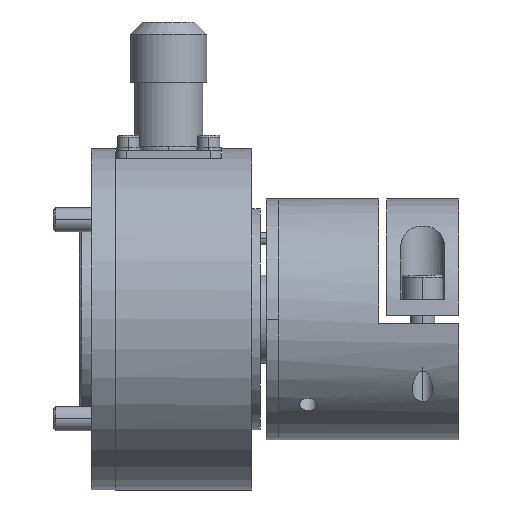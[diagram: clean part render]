
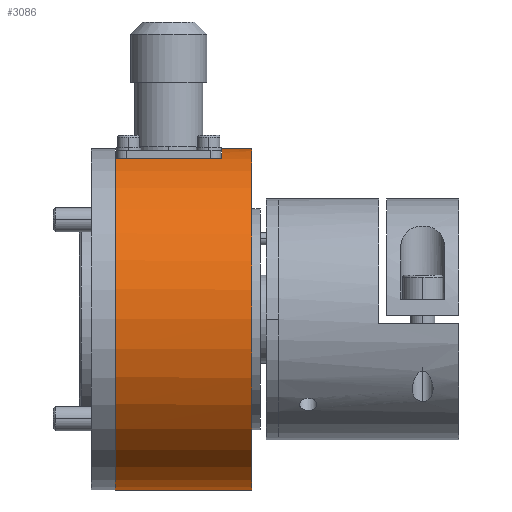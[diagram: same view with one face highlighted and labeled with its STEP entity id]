
A CAD part, front view. The second image highlights one B-rep face of the part: STEP entity #3086.
In plain terms, the highlighted cylindrical face has radius 42.5 mm (diameter 85 mm), a partial arc.
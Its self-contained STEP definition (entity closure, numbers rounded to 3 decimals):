
#3028=CARTESIAN_POINT('',(-20.7,1.325,0.0));
#3029=DIRECTION('',(1.0,0.0,0.0));
#3030=DIRECTION('',(0.0,1.0,0.0));
#3031=AXIS2_PLACEMENT_3D('',#3028,#3029,#3030);
#3032=CYLINDRICAL_SURFACE('',#3031,42.5);
#3033=CARTESIAN_POINT('',(-11.5,43.825,0.0));
#3034=VERTEX_POINT('',#3033);
#3035=CARTESIAN_POINT('',(-19.0,43.825,0.0));
#3036=VERTEX_POINT('',#3035);
#3037=CARTESIAN_POINT('',(-11.5,43.825,0.0));
#3038=DIRECTION('',(-1.0,0.0,0.0));
#3039=VECTOR('',#3038,7.5);
#3040=LINE('',#3037,#3039);
#3041=EDGE_CURVE('',#3034,#3036,#3040,.T.);
#3042=ORIENTED_EDGE('',*,*,#3041,.F.);
#3043=CARTESIAN_POINT('',(-11.5,41.325,-14.361));
#3044=VERTEX_POINT('',#3043);
#3045=CARTESIAN_POINT('',(-11.5,1.325,0.0));
#3046=DIRECTION('',(-1.0,0.0,0.0));
#3047=DIRECTION('',(0.0,1.0,0.0));
#3048=AXIS2_PLACEMENT_3D('',#3045,#3046,#3047);
#3049=CIRCLE('',#3048,42.5);
#3050=EDGE_CURVE('',#3034,#3044,#3049,.T.);
#3051=ORIENTED_EDGE('',*,*,#3050,.T.);
#3052=CARTESIAN_POINT('',(15.0,41.325,-14.361));
#3053=VERTEX_POINT('',#3052);
#3054=CARTESIAN_POINT('',(-11.5,41.325,-14.361));
#3055=DIRECTION('',(1.0,0.0,0.0));
#3056=VECTOR('',#3055,26.5);
#3057=LINE('',#3054,#3056);
#3058=EDGE_CURVE('',#3044,#3053,#3057,.T.);
#3059=ORIENTED_EDGE('',*,*,#3058,.T.);
#3060=CARTESIAN_POINT('',(15.0,-41.175,0.));
#3061=VERTEX_POINT('',#3060);
#3062=CARTESIAN_POINT('',(15.0,1.325,0.0));
#3063=DIRECTION('',(1.0,0.0,0.0));
#3064=DIRECTION('',(0.0,1.0,0.0));
#3065=AXIS2_PLACEMENT_3D('',#3062,#3063,#3064);
#3066=CIRCLE('',#3065,42.5);
#3067=EDGE_CURVE('',#3061,#3053,#3066,.T.);
#3068=ORIENTED_EDGE('',*,*,#3067,.F.);
#3069=CARTESIAN_POINT('',(-19.0,-41.175,0.));
#3070=VERTEX_POINT('',#3069);
#3071=CARTESIAN_POINT('',(15.0,-41.175,0.));
#3072=DIRECTION('',(-1.0,0.0,0.0));
#3073=VECTOR('',#3072,34.0);
#3074=LINE('',#3071,#3073);
#3075=EDGE_CURVE('',#3061,#3070,#3074,.T.);
#3076=ORIENTED_EDGE('',*,*,#3075,.T.);
#3077=CARTESIAN_POINT('',(-19.0,1.325,0.0));
#3078=DIRECTION('',(1.0,0.0,0.0));
#3079=DIRECTION('',(0.0,1.0,0.0));
#3080=AXIS2_PLACEMENT_3D('',#3077,#3078,#3079);
#3081=CIRCLE('',#3080,42.5);
#3082=EDGE_CURVE('',#3070,#3036,#3081,.T.);
#3083=ORIENTED_EDGE('',*,*,#3082,.T.);
#3084=EDGE_LOOP('',(#3042,#3051,#3059,#3068,#3076,#3083));
#3085=FACE_OUTER_BOUND('',#3084,.T.);
#3086=ADVANCED_FACE('',(#3085),#3032,.T.);
